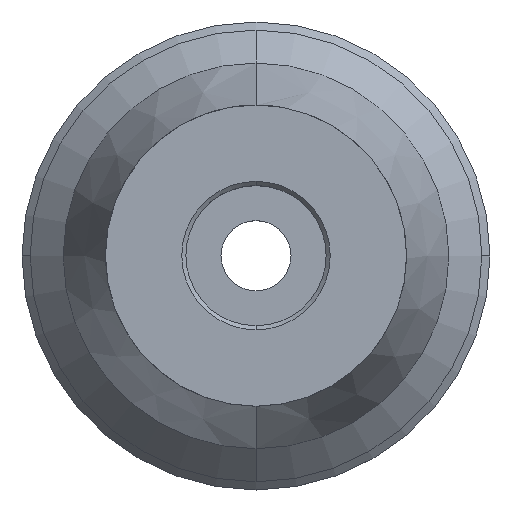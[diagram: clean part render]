
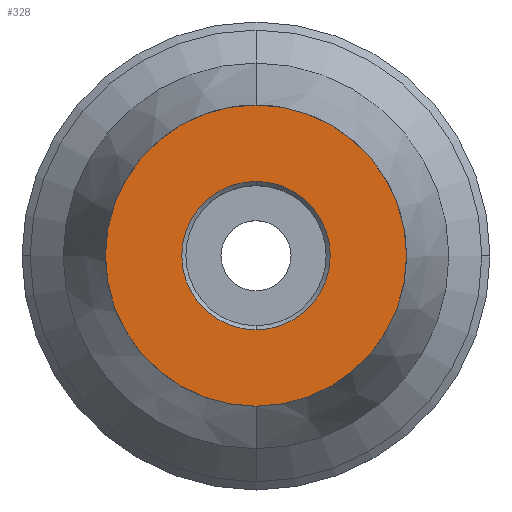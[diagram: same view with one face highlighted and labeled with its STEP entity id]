
A CAD part, top view. The second image highlights one B-rep face of the part: STEP entity #328.
In plain terms, the highlighted planar face has unit normal (0, 0, 1).
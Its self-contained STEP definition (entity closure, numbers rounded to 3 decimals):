
#328=ADVANCED_FACE('',(#867,#868),#869,.T.);
#342=EDGE_CURVE('',#652,#446,#884,.T.);
#418=EDGE_CURVE('',#446,#652,#969,.T.);
#446=VERTEX_POINT('',#1004);
#520=EDGE_CURVE('',#736,#776,#1089,.T.);
#652=VERTEX_POINT('',#1234);
#736=VERTEX_POINT('',#1329);
#766=EDGE_CURVE('',#776,#736,#1362,.T.);
#776=VERTEX_POINT('',#1374);
#867=FACE_BOUND('',#1468,.T.);
#868=FACE_OUTER_BOUND('',#1469,.T.);
#869=PLANE('',#1470);
#884=CIRCLE('',#1491,14.3);
#969=CIRCLE('',#1635,14.3);
#1004=CARTESIAN_POINT('',(0.,-14.3,0.0));
#1089=CIRCLE('',#1913,29.0);
#1234=CARTESIAN_POINT('',(0.0,14.3,0.0));
#1329=CARTESIAN_POINT('',(0.,-29.0,0.0));
#1362=CIRCLE('',#2508,29.0);
#1374=CARTESIAN_POINT('',(0.0,29.0,0.0));
#1468=EDGE_LOOP('',(#2630,#2631));
#1469=EDGE_LOOP('',(#2632,#2633));
#1470=AXIS2_PLACEMENT_3D('',#2634,#2635,#2636);
#1491=AXIS2_PLACEMENT_3D('',#2650,#2651,#2652);
#1635=AXIS2_PLACEMENT_3D('',#2762,#2763,#2764);
#1913=AXIS2_PLACEMENT_3D('',#2945,#2946,#2947);
#2508=AXIS2_PLACEMENT_3D('',#3245,#3246,#3247);
#2630=ORIENTED_EDGE('',*,*,#342,.T.);
#2631=ORIENTED_EDGE('',*,*,#418,.T.);
#2632=ORIENTED_EDGE('',*,*,#766,.F.);
#2633=ORIENTED_EDGE('',*,*,#520,.F.);
#2634=CARTESIAN_POINT('',(0.0,14.5,0.0));
#2635=DIRECTION('',(-0.0,0.0,1.0));
#2636=DIRECTION('',(0.0,-1.0,0.0));
#2650=CARTESIAN_POINT('',(0.0,0.0,0.0));
#2651=DIRECTION('',(-0.0,0.0,-1.0));
#2652=DIRECTION('',(0.0,1.0,0.0));
#2762=CARTESIAN_POINT('',(0.0,0.0,0.0));
#2763=DIRECTION('',(-0.0,0.0,-1.0));
#2764=DIRECTION('',(0.0,1.0,0.0));
#2945=CARTESIAN_POINT('',(0.0,0.0,0.0));
#2946=DIRECTION('',(0.0,0.0,-1.0));
#2947=DIRECTION('',(0.0,1.0,0.0));
#3245=CARTESIAN_POINT('',(0.0,0.0,0.0));
#3246=DIRECTION('',(0.0,0.0,-1.0));
#3247=DIRECTION('',(0.0,1.0,0.0));
